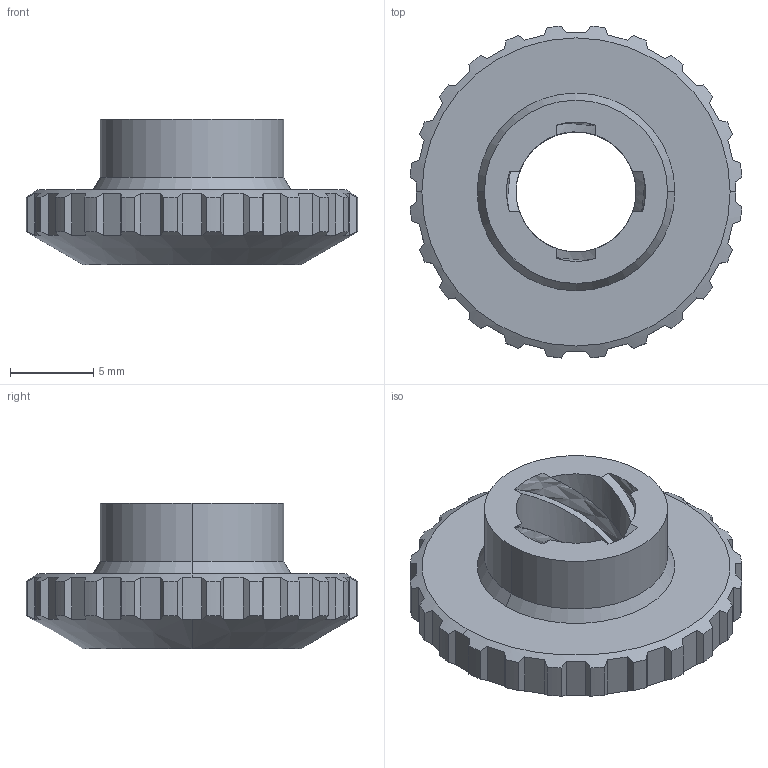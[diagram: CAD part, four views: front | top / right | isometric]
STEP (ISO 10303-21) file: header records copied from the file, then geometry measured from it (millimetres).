
FILE_DESCRIPTION (( 'STEP AP214' ), '1' );
FILE_NAME ('228-2500-226.STEP', '2014-05-01T17:59:58', ( '' ), ( '' ), 'SwSTEP 2.0', 'SolidWorks 2013', '' );
FILE_SCHEMA (( 'AUTOMOTIVE_DESIGN' ));
Length unit declared in the file: millimetre
Products named in the file (1): 228-2500-226
Bounding box: 19.92 x 19.92 x 8.75 mm (x, y, z)
Volume: 1199.8 mm3; surface area: 1089.1 mm2
Topology: 1 solids, 1 shells, 125 faces, 364 edges, 242 vertices
Faces by surface type: plane 75, cylinder 32, bspline 12, cone 6
Entity records: 5162 total; most frequent: CARTESIAN_POINT 2116, ORIENTED_EDGE 728, DIRECTION 498, EDGE_CURVE 364, VERTEX_POINT 242, AXIS2_PLACEMENT_3D 188, B_SPLINE_CURVE_WITH_KNOTS 168, EDGE_LOOP 128
